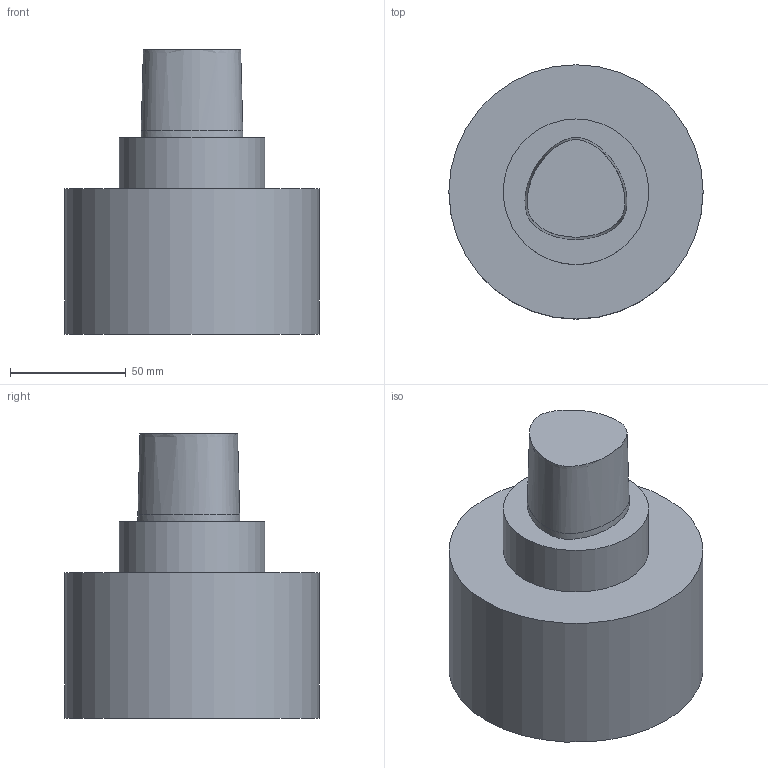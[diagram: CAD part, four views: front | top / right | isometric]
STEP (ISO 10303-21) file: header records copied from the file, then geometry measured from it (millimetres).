
FILE_DESCRIPTION(/* description */ (''),/* implementation_level */ '2;1');
FILE_NAME(/* name */ '204676065ndi000_00.stp',/* time_stamp */ '2023-05-11T08:11:41+02:00',/* author */ (''),/* organization */ (''),/* preprocessor_version */ 'ST-DEVELOPER v16.7',/* originating_system */ 'SIEMENS PLM Software NX 12.0',/* authorisation */ '');
FILE_SCHEMA (('AUTOMOTIVE_DESIGN { 1 0 10303 214 3 1 1 1 }'));
Length unit declared in the file: millimetre
Products named in the file (1): kl6231F048E3h95d
Bounding box: 110 x 110 x 123 mm (x, y, z)
Volume: 722099.3 mm3; surface area: 50161.5 mm2
Topology: 1 solids, 1 shells, 8 faces, 14 edges, 10 vertices
Faces by surface type: plane 4, cylinder 2, bspline 2
Full cylindrical faces by diameter (mm): 63 x1, 110 x1
Entity records: 799 total; most frequent: CARTESIAN_POINT 598, DIRECTION 31, ORIENTED_EDGE 22, EDGE_LOOP 14, AXIS2_PLACEMENT_3D 14, FACE_BOUND 11, VERTEX_POINT 11, EDGE_CURVE 11
